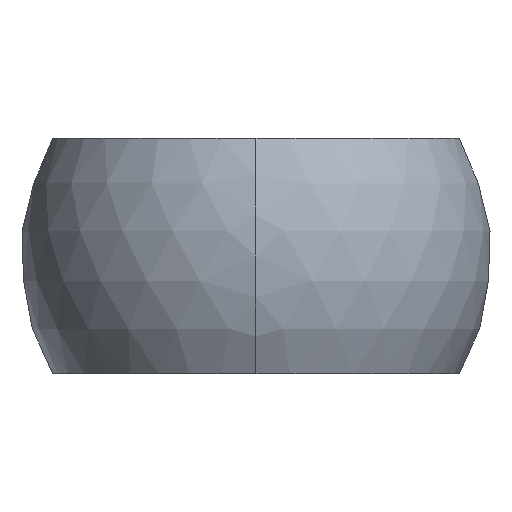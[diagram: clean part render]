
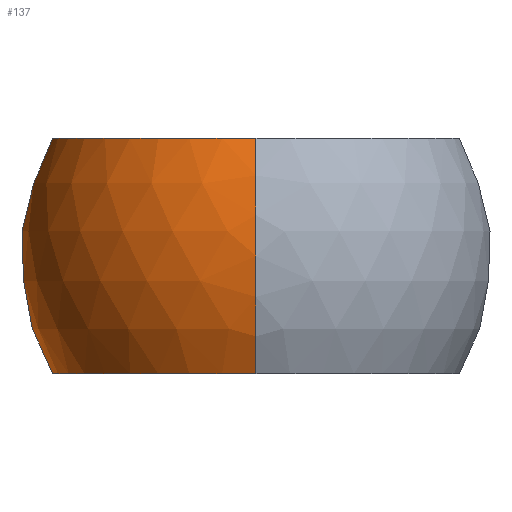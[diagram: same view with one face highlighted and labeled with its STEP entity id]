
A CAD part, left-side view. The second image highlights one B-rep face of the part: STEP entity #137.
In plain terms, the highlighted spherical face has radius 7 mm.
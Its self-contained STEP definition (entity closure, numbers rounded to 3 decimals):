
#137=ADVANCED_FACE('',(#327),#328,.T.);
#145=VERTEX_POINT('',#337);
#153=EDGE_CURVE('',#169,#145,#345,.T.);
#159=VERTEX_POINT('',#351);
#167=EDGE_CURVE('',#159,#169,#360,.T.);
#169=VERTEX_POINT('',#362);
#187=VERTEX_POINT('',#385);
#193=EDGE_CURVE('',#187,#159,#392,.T.);
#245=EDGE_CURVE('',#145,#187,#450,.T.);
#327=FACE_OUTER_BOUND('',#557,.T.);
#328=SPHERICAL_SURFACE('',#558,7.0);
#337=CARTESIAN_POINT('',(-6.062,0.,-3.5));
#345=CIRCLE('',#600,7.0);
#351=CARTESIAN_POINT('',(5.4,2.756,3.5));
#360=CIRCLE('',#639,6.062);
#362=CARTESIAN_POINT('',(-6.062,0.,3.5));
#385=CARTESIAN_POINT('',(5.4,2.756,-3.5));
#392=CIRCLE('',#676,4.455);
#450=CIRCLE('',#776,6.062);
#557=EDGE_LOOP('',(#871,#872,#873,#874));
#558=AXIS2_PLACEMENT_3D('',#875,#876,#877);
#600=AXIS2_PLACEMENT_3D('',#892,#893,#894);
#639=AXIS2_PLACEMENT_3D('',#903,#904,#905);
#676=AXIS2_PLACEMENT_3D('',#959,#960,#961);
#776=AXIS2_PLACEMENT_3D('',#1025,#1026,#1027);
#871=ORIENTED_EDGE('',*,*,#153,.F.);
#872=ORIENTED_EDGE('',*,*,#167,.F.);
#873=ORIENTED_EDGE('',*,*,#193,.F.);
#874=ORIENTED_EDGE('',*,*,#245,.F.);
#875=CARTESIAN_POINT('',(0.0,0.0,0.0));
#876=DIRECTION('',(0.0,0.0,1.0));
#877=DIRECTION('',(1.0,0.0,0.0));
#892=CARTESIAN_POINT('',(0.0,0.0,0.0));
#893=DIRECTION('',(0.,-1.0,0.0));
#894=DIRECTION('',(0.0,0.0,1.0));
#903=CARTESIAN_POINT('',(0.0,0.0,3.5));
#904=DIRECTION('',(0.0,-0.0,1.0));
#905=DIRECTION('',(0.0,1.0,0.0));
#959=CARTESIAN_POINT('',(5.4,0.0,0.0));
#960=DIRECTION('',(1.0,0.0,0.0));
#961=DIRECTION('',(0.0,1.0,0.0));
#1025=CARTESIAN_POINT('',(0.0,0.0,-3.5));
#1026=DIRECTION('',(-0.0,-0.0,-1.0));
#1027=DIRECTION('',(0.0,-1.0,0.0));
